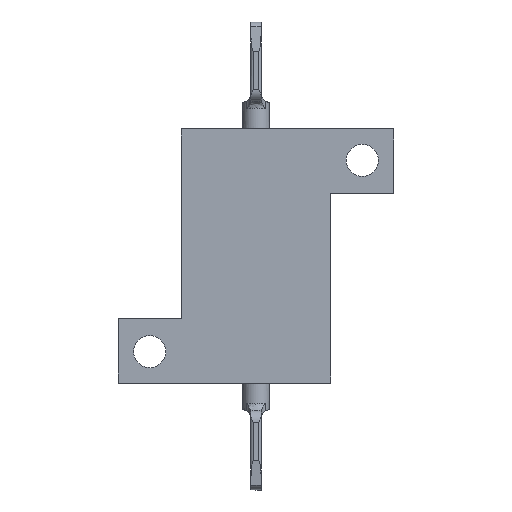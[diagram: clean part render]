
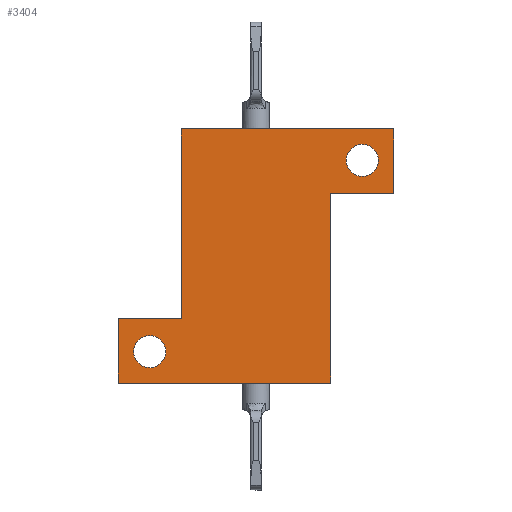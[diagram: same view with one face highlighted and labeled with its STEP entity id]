
A CAD part, front view. The second image highlights one B-rep face of the part: STEP entity #3404.
In plain terms, the highlighted planar face has unit normal (0, -1, 0).
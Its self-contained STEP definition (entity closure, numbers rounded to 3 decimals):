
#4 = CARTESIAN_POINT ( 'NONE',  ( -12.667, 25.867, 14.2 ) ) ;
#26 = VERTEX_POINT ( 'NONE', #980 ) ;
#63 = CARTESIAN_POINT ( 'NONE',  ( -23.817, 25.867, 19. ) ) ;
#65 = FACE_BOUND ( 'NONE', #748, .T. ) ;
#242 = EDGE_CURVE ( 'NONE', #3035, #26, #1939, .T. ) ;
#251 = VERTEX_POINT ( 'NONE', #1108 ) ;
#253 = VECTOR ( 'NONE', #1903, 1000. ) ;
#258 = FACE_BOUND ( 'NONE', #1872, .T. ) ;
#275 = CARTESIAN_POINT ( 'NONE',  ( -23.817, 25.867, 19. ) ) ;
#333 = ORIENTED_EDGE ( 'NONE', *, *, #3267, .F. ) ;
#335 = CARTESIAN_POINT ( 'NONE',  ( -26.192, 25.867, 2.35 ) ) ;
#341 = LINE ( 'NONE', #1909, #253 ) ;
#351 = DIRECTION ( 'NONE',  ( 0., 1., 0. ) ) ;
#397 = DIRECTION ( 'NONE',  ( 0., 0., -1. ) ) ;
#421 = VECTOR ( 'NONE', #397, 1000. ) ;
#447 = EDGE_CURVE ( 'NONE', #251, #3151, #2164, .T. ) ;
#585 = VERTEX_POINT ( 'NONE', #3609 ) ;
#608 = DIRECTION ( 'NONE',  ( 0., 0., 1. ) ) ;
#748 = EDGE_LOOP ( 'NONE', ( #2139, #1809 ) ) ;
#824 = VECTOR ( 'NONE', #1356, 1000. ) ;
#845 = CARTESIAN_POINT ( 'NONE',  ( -7.942, 25.867, 14.2 ) ) ;
#854 = DIRECTION ( 'NONE',  ( 0., 0., 1. ) ) ;
#866 = DIRECTION ( 'NONE',  ( 0., 1., 0. ) ) ;
#889 = PLANE ( 'NONE',  #1216 ) ;
#980 = CARTESIAN_POINT ( 'NONE',  ( -10.292, 25.867, 15.45 ) ) ;
#1002 = CARTESIAN_POINT ( 'NONE',  ( -12.667, 25.867, 0. ) ) ;
#1019 = LINE ( 'NONE', #2461, #2626 ) ;
#1108 = CARTESIAN_POINT ( 'NONE',  ( -28.542, 25.867, 0. ) ) ;
#1123 = EDGE_CURVE ( 'NONE', #585, #1724, #2301, .T. ) ;
#1195 = CARTESIAN_POINT ( 'NONE',  ( -28.542, 25.867, 19. ) ) ;
#1216 = AXIS2_PLACEMENT_3D ( 'NONE', #1195, #866, #854 ) ;
#1227 = CARTESIAN_POINT ( 'NONE',  ( -26.192, 25.867, 2.35 ) ) ;
#1234 = EDGE_CURVE ( 'NONE', #2694, #1415, #2032, .T. ) ;
#1290 = DIRECTION ( 'NONE',  ( 1., 0., 0. ) ) ;
#1299 = VERTEX_POINT ( 'NONE', #1860 ) ;
#1308 = ORIENTED_EDGE ( 'NONE', *, *, #1322, .F. ) ;
#1322 = EDGE_CURVE ( 'NONE', #2694, #3746, #1019, .T. ) ;
#1336 = CARTESIAN_POINT ( 'NONE',  ( -12.667, 25.867, 14.2 ) ) ;
#1353 = CARTESIAN_POINT ( 'NONE',  ( -12.667, 25.867, 14.2 ) ) ;
#1356 = DIRECTION ( 'NONE',  ( 0., 0., -1. ) ) ;
#1359 = ORIENTED_EDGE ( 'NONE', *, *, #1234, .T. ) ;
#1395 = VECTOR ( 'NONE', #1290, 1000. ) ;
#1415 = VERTEX_POINT ( 'NONE', #1579 ) ;
#1431 = ORIENTED_EDGE ( 'NONE', *, *, #1900, .T. ) ;
#1534 = ORIENTED_EDGE ( 'NONE', *, *, #2336, .T. ) ;
#1547 = DIRECTION ( 'NONE',  ( 0., 1., 0. ) ) ;
#1549 = CIRCLE ( 'NONE', #2566, 1.2 ) ;
#1579 = CARTESIAN_POINT ( 'NONE',  ( -23.817, 25.867, 4.8 ) ) ;
#1623 = CARTESIAN_POINT ( 'NONE',  ( -26.192, 25.867, 1.15 ) ) ;
#1724 = VERTEX_POINT ( 'NONE', #1623 ) ;
#1741 = LINE ( 'NONE', #1353, #3126 ) ;
#1779 = ORIENTED_EDGE ( 'NONE', *, *, #1918, .F. ) ;
#1809 = ORIENTED_EDGE ( 'NONE', *, *, #2903, .T. ) ;
#1843 = ORIENTED_EDGE ( 'NONE', *, *, #447, .T. ) ;
#1846 = CARTESIAN_POINT ( 'NONE',  ( -28.542, 25.867, 4.8 ) ) ;
#1860 = CARTESIAN_POINT ( 'NONE',  ( -28.542, 25.867, 4.8 ) ) ;
#1872 = EDGE_LOOP ( 'NONE', ( #3394, #1534 ) ) ;
#1900 = EDGE_CURVE ( 'NONE', #1415, #1299, #2622, .T. ) ;
#1903 = DIRECTION ( 'NONE',  ( 0., 0., -1. ) ) ;
#1909 = CARTESIAN_POINT ( 'NONE',  ( -28.542, 25.867, 19. ) ) ;
#1918 = EDGE_CURVE ( 'NONE', #3746, #2124, #3022, .T. ) ;
#1939 = CIRCLE ( 'NONE', #2954, 1.2 ) ;
#2017 = DIRECTION ( 'NONE',  ( 0., 1., 0. ) ) ;
#2032 = LINE ( 'NONE', #63, #421 ) ;
#2051 = AXIS2_PLACEMENT_3D ( 'NONE', #1227, #1547, #2111 ) ;
#2084 = DIRECTION ( 'NONE',  ( 0., 0., 1. ) ) ;
#2111 = DIRECTION ( 'NONE',  ( 0., 0., 1. ) ) ;
#2124 = VERTEX_POINT ( 'NONE', #845 ) ;
#2139 = ORIENTED_EDGE ( 'NONE', *, *, #242, .T. ) ;
#2164 = LINE ( 'NONE', #2200, #1395 ) ;
#2200 = CARTESIAN_POINT ( 'NONE',  ( -28.542, 25.867, 0. ) ) ;
#2215 = CARTESIAN_POINT ( 'NONE',  ( -10.292, 25.867, 17.85 ) ) ;
#2279 = CARTESIAN_POINT ( 'NONE',  ( -10.292, 25.867, 16.65 ) ) ;
#2301 = CIRCLE ( 'NONE', #2725, 1.2 ) ;
#2336 = EDGE_CURVE ( 'NONE', #1724, #585, #3318, .T. ) ;
#2386 = EDGE_CURVE ( 'NONE', #2124, #3833, #1741, .T. ) ;
#2421 = ORIENTED_EDGE ( 'NONE', *, *, #3069, .T. ) ;
#2445 = CARTESIAN_POINT ( 'NONE',  ( -7.942, 25.867, 19. ) ) ;
#2452 = DIRECTION ( 'NONE',  ( 1., 0., 0. ) ) ;
#2461 = CARTESIAN_POINT ( 'NONE',  ( -28.542, 25.867, 19. ) ) ;
#2496 = ORIENTED_EDGE ( 'NONE', *, *, #2386, .F. ) ;
#2521 = DIRECTION ( 'NONE',  ( -1., 0., 0. ) ) ;
#2566 = AXIS2_PLACEMENT_3D ( 'NONE', #3350, #3335, #3323 ) ;
#2622 = LINE ( 'NONE', #1846, #3844 ) ;
#2626 = VECTOR ( 'NONE', #2452, 1000. ) ;
#2694 = VERTEX_POINT ( 'NONE', #275 ) ;
#2725 = AXIS2_PLACEMENT_3D ( 'NONE', #335, #351, #608 ) ;
#2812 = DIRECTION ( 'NONE',  ( -1., 0., 0. ) ) ;
#2829 = CARTESIAN_POINT ( 'NONE',  ( -7.942, 25.867, 19. ) ) ;
#2838 = LINE ( 'NONE', #4, #3548 ) ;
#2903 = EDGE_CURVE ( 'NONE', #26, #3035, #1549, .T. ) ;
#2954 = AXIS2_PLACEMENT_3D ( 'NONE', #2279, #2017, #2084 ) ;
#2978 = EDGE_LOOP ( 'NONE', ( #1843, #333, #2496, #1779, #1308, #1359, #1431, #2421 ) ) ;
#3022 = LINE ( 'NONE', #2829, #824 ) ;
#3035 = VERTEX_POINT ( 'NONE', #2215 ) ;
#3069 = EDGE_CURVE ( 'NONE', #1299, #251, #341, .T. ) ;
#3126 = VECTOR ( 'NONE', #2812, 1000. ) ;
#3151 = VERTEX_POINT ( 'NONE', #1002 ) ;
#3267 = EDGE_CURVE ( 'NONE', #3833, #3151, #2838, .T. ) ;
#3270 = FACE_OUTER_BOUND ( 'NONE', #2978, .T. ) ;
#3318 = CIRCLE ( 'NONE', #2051, 1.2 ) ;
#3323 = DIRECTION ( 'NONE',  ( 0., 0., 1. ) ) ;
#3335 = DIRECTION ( 'NONE',  ( 0., 1., 0. ) ) ;
#3350 = CARTESIAN_POINT ( 'NONE',  ( -10.292, 25.867, 16.65 ) ) ;
#3394 = ORIENTED_EDGE ( 'NONE', *, *, #1123, .T. ) ;
#3404 = ADVANCED_FACE ( 'NONE', ( #258, #65, #3270 ), #889, .F. ) ;
#3548 = VECTOR ( 'NONE', #3681, 1000. ) ;
#3609 = CARTESIAN_POINT ( 'NONE',  ( -26.192, 25.867, 3.55 ) ) ;
#3681 = DIRECTION ( 'NONE',  ( 0., 0., -1. ) ) ;
#3746 = VERTEX_POINT ( 'NONE', #2445 ) ;
#3833 = VERTEX_POINT ( 'NONE', #1336 ) ;
#3844 = VECTOR ( 'NONE', #2521, 1000. ) ;
